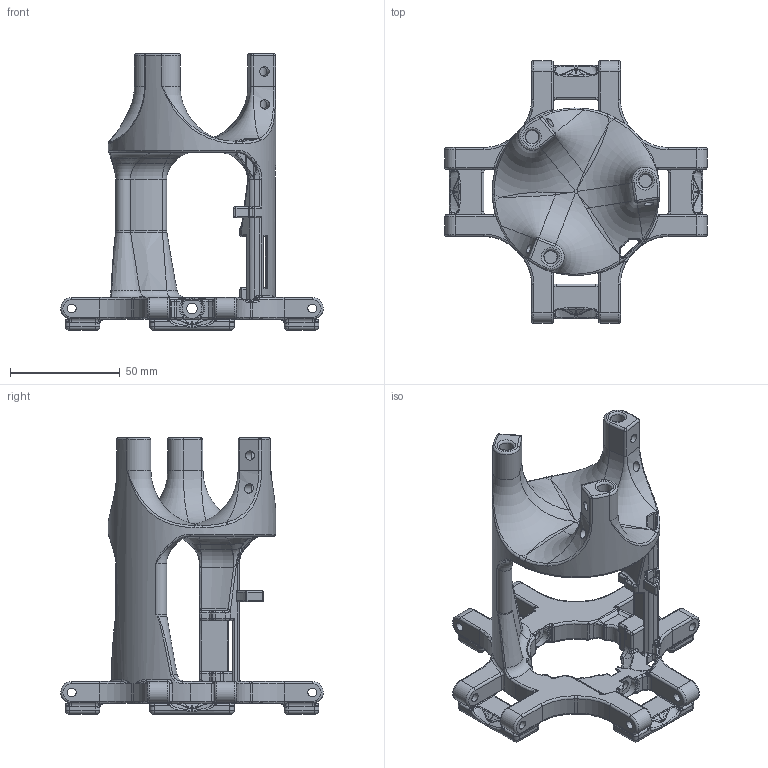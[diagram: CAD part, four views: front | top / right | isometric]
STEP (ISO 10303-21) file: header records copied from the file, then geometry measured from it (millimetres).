
FILE_DESCRIPTION(/* description */ ('STEP AP242','CAx-IF Rec.Pracs.---Representation and Presentation of Product Manufacturing Information (PMI)---4.0---2014-10-13','CAx-IF Rec.Pracs.---3D Tessellated Geometry---0.4---2014-09-14','2;1'),/* implementation_level */ '2;1');
FILE_NAME(/* name */ 'Assembly - Outside',/* time_stamp */ '2025-07-23T17:14:19Z',/* author */ (''),/* organization */ (''),/* preprocessor_version */ 'ST-DEVELOPER v20',/* originating_system */ 'ONSHAPE BY PTC INC, 1.201',/* authorisation */ ' ');
FILE_SCHEMA (('AP242_MANAGED_MODEL_BASED_3D_ENGINEERING_MIM_LF { 1 0 10303 442 1 1 4 }'));
Length unit declared in the file: metre
Products named in the file (1): Outside
Bounding box: 119.43 x 119.43 x 126 mm (x, y, z)
Volume: 142147.1 mm3; surface area: 49164.2 mm2
Topology: 1 solids, 1 shells, 1268 faces, 3094 edges, 1676 vertices
Faces by surface type: cylinder 405, bspline 391, torus 233, plane 141, sphere 79, cone 19
Full cylindrical faces by diameter (mm): 1.75 x4, 4 x8, 4.3 x6, 4.8 x2, 6.35 x3, 9 x2, 76.2 x1
Entity records: 42034 total; most frequent: CARTESIAN_POINT 15567, ORIENTED_EDGE 5790, DIRECTION 5352, EDGE_CURVE 2895, AXIS2_PLACEMENT_3D 2337, VERTEX_POINT 1656, CIRCLE 1375, FACE_BOUND 1345
